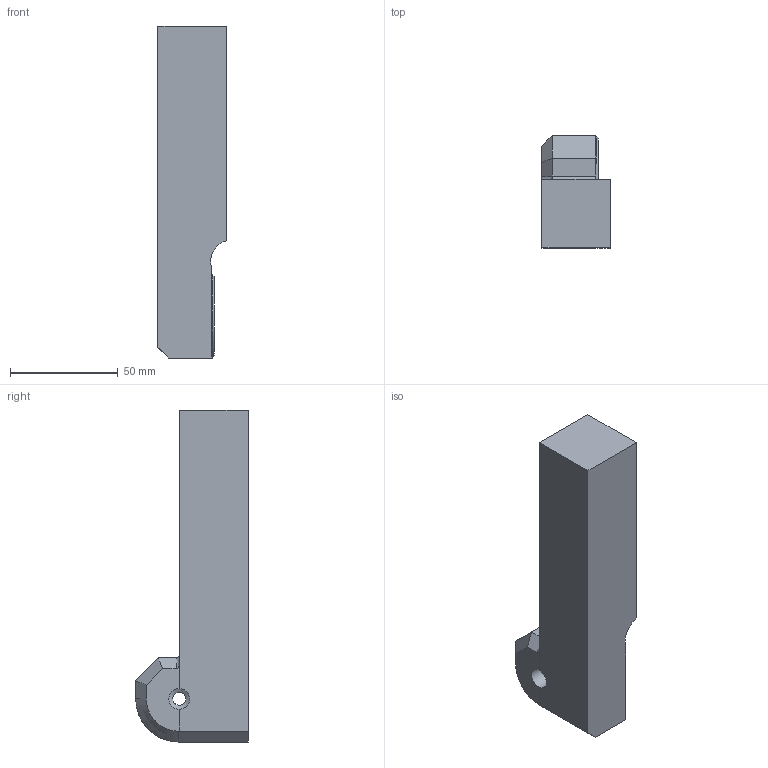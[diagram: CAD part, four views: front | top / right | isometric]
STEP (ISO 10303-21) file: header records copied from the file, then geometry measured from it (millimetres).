
FILE_DESCRIPTION(/* description */ (''),/* implementation_level */ '2;1');
FILE_NAME(/* name */ '1537784900351.stp',/* time_stamp */ '2018-09-24T15:58:36+05:00',/* author */ (''),/* organization */ ('SMS'),/* preprocessor_version */ 'ST-DEVELOPER v15',/* originating_system */ 'SIEMENS PLM Software NX 8.5',/* authorisation */ '');
FILE_SCHEMA (('AUTOMOTIVE_DESIGN { 1 0 10303 214 3 1 1 1 }'));
Length unit declared in the file: millimetre
Products named in the file (1): 201781172mod000_00
Bounding box: 31.85 x 52.15 x 154 mm (x, y, z)
Volume: 158240.2 mm3; surface area: 24017.9 mm2
Topology: 1 solids, 1 shells, 58 faces, 146 edges, 93 vertices
Faces by surface type: plane 23, cone 20, cylinder 15
Full cylindrical faces by diameter (mm): 5 x4, 6 x5, 6.009 x1, 9.639 x1
Entity records: 1602 total; most frequent: CARTESIAN_POINT 301, DIRECTION 265, ORIENTED_EDGE 218, EDGE_CURVE 109, AXIS2_PLACEMENT_3D 105, EDGE_LOOP 87, VERTEX_POINT 84, FACE_BOUND 62
